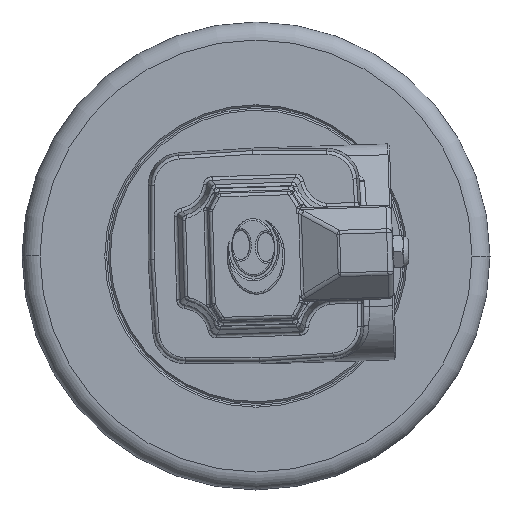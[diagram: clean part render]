
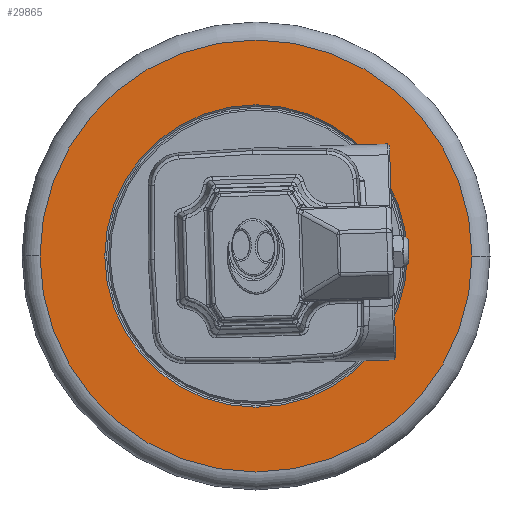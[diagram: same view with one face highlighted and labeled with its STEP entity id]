
A CAD part, left-side view. The second image highlights one B-rep face of the part: STEP entity #29865.
In plain terms, the highlighted planar face has unit normal (-1, 0, 0).
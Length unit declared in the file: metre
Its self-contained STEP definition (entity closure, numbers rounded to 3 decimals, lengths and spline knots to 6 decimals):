
#23725 = DIRECTION ( 'NONE',  ( 0., 1., 0. ) ) ;
#23727 = DIRECTION ( 'NONE',  ( 1., 0., 0. ) ) ;
#23729 = CARTESIAN_POINT ( 'NONE',  ( 0., 0., 0. ) ) ;
#23730 = AXIS2_PLACEMENT_3D ( 'NONE', #23729, #23727, #23725 ) ;
#23731 = CIRCLE ( 'NONE', #23730, 0.042 ) ;
#23746 = CARTESIAN_POINT ( 'NONE',  ( 0., -0.042, 0. ) ) ;
#23775 = CARTESIAN_POINT ( 'NONE',  ( 0., 0.042, 0. ) ) ;
#23843 = AXIS2_PLACEMENT_3D ( 'NONE', #23899, #23888, #23885 ) ;
#23849 = CIRCLE ( 'NONE', #23843, 0.042 ) ;
#23882 = CARTESIAN_POINT ( 'NONE',  ( 0., 0., 0. ) ) ;
#23884 = CIRCLE ( 'NONE', #23886, 0.06 ) ;
#23885 = DIRECTION ( 'NONE',  ( 0., 1., 0. ) ) ;
#23886 = AXIS2_PLACEMENT_3D ( 'NONE', #23882, #23936, #23935 ) ;
#23888 = DIRECTION ( 'NONE',  ( 1., 0., 0. ) ) ;
#23898 = CARTESIAN_POINT ( 'NONE',  ( 0., 0.06, 0. ) ) ;
#23899 = CARTESIAN_POINT ( 'NONE',  ( 0., 0., 0. ) ) ;
#23918 = DIRECTION ( 'NONE',  ( 0., -1., 0. ) ) ;
#23919 = DIRECTION ( 'NONE',  ( -1., 0., 0. ) ) ;
#23920 = CARTESIAN_POINT ( 'NONE',  ( 0., 0., 0. ) ) ;
#23921 = AXIS2_PLACEMENT_3D ( 'NONE', #23920, #23919, #23918 ) ;
#23924 = CIRCLE ( 'NONE', #23921, 0.06 ) ;
#23926 = CARTESIAN_POINT ( 'NONE',  ( 0., -0.06, 0. ) ) ;
#23935 = DIRECTION ( 'NONE',  ( 0., -1., 0. ) ) ;
#23936 = DIRECTION ( 'NONE',  ( -1., 0., 0. ) ) ;
#23973 = DIRECTION ( 'NONE',  ( 0., 1., 0. ) ) ;
#23974 = DIRECTION ( 'NONE',  ( 1., 0., 0. ) ) ;
#23975 = CARTESIAN_POINT ( 'NONE',  ( 0., 0.06, 0. ) ) ;
#23989 = FACE_OUTER_BOUND ( 'NONE', #29791, .T. ) ;
#24001 = PLANE ( 'NONE',  #24009 ) ;
#24005 = FACE_BOUND ( 'NONE', #29752, .T. ) ;
#24009 = AXIS2_PLACEMENT_3D ( 'NONE', #23975, #23974, #23973 ) ;
#29721 = VERTEX_POINT ( 'NONE', #23746 ) ;
#29722 = EDGE_CURVE ( 'NONE', #29721, #29734, #23731, .T. ) ;
#29734 = VERTEX_POINT ( 'NONE', #23775 ) ;
#29752 = EDGE_LOOP ( 'NONE', ( #29867, #29816 ) ) ;
#29791 = EDGE_LOOP ( 'NONE', ( #29792, #29795 ) ) ;
#29792 = ORIENTED_EDGE ( 'NONE', *, *, #29822, .T. ) ;
#29795 = ORIENTED_EDGE ( 'NONE', *, *, #29810, .T. ) ;
#29801 = EDGE_CURVE ( 'NONE', #29734, #29721, #23849, .T. ) ;
#29810 = EDGE_CURVE ( 'NONE', #29824, #29823, #23884, .T. ) ;
#29816 = ORIENTED_EDGE ( 'NONE', *, *, #29801, .T. ) ;
#29822 = EDGE_CURVE ( 'NONE', #29823, #29824, #23924, .T. ) ;
#29823 = VERTEX_POINT ( 'NONE', #23926 ) ;
#29824 = VERTEX_POINT ( 'NONE', #23898 ) ;
#29865 = ADVANCED_FACE ( 'NONE', ( #24005, #23989 ), #24001, .F. ) ;
#29867 = ORIENTED_EDGE ( 'NONE', *, *, #29722, .T. ) ;
